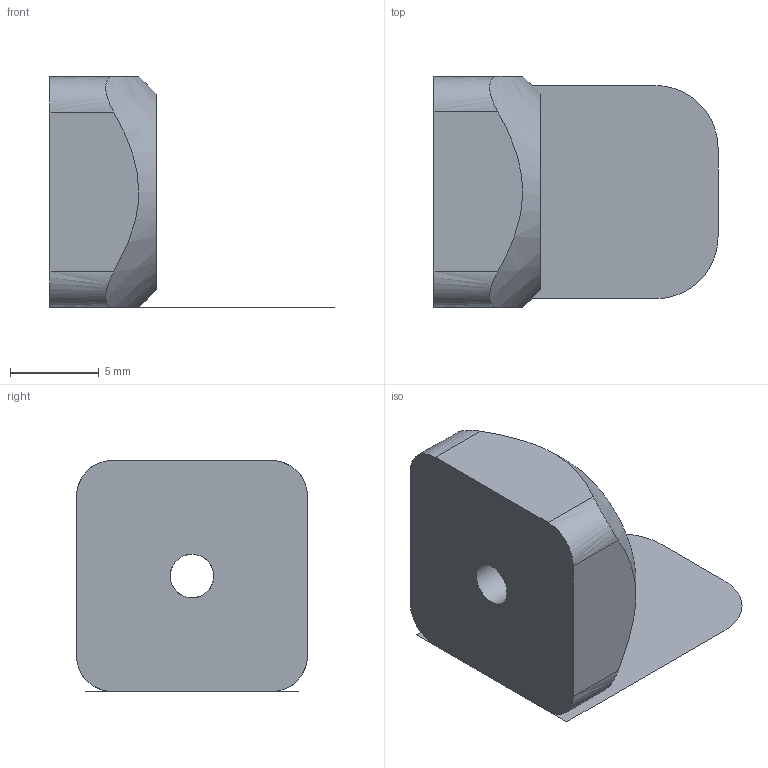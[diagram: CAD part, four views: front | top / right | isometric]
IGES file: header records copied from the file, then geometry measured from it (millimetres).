
Global section: file name: 210302; native system: Autodesk Inventor 2018; preprocessor: unknown; author: Špaček,,; organization: 11; date: 20190709.073726; units: millimetre
Bounding box: 16 x 13 x 13 mm (x, y, z)
Volume: 890.3 mm3; surface area: 787.8 mm2
Topology: 1 solids, 1 shells, 13 faces, 38 edges, 28 vertices
Faces by surface type: bspline 13
